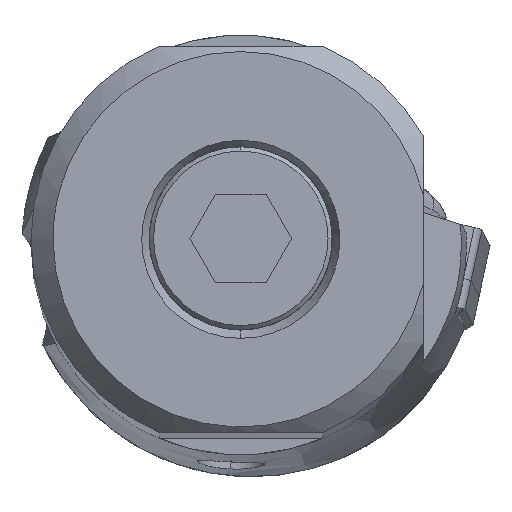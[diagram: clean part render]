
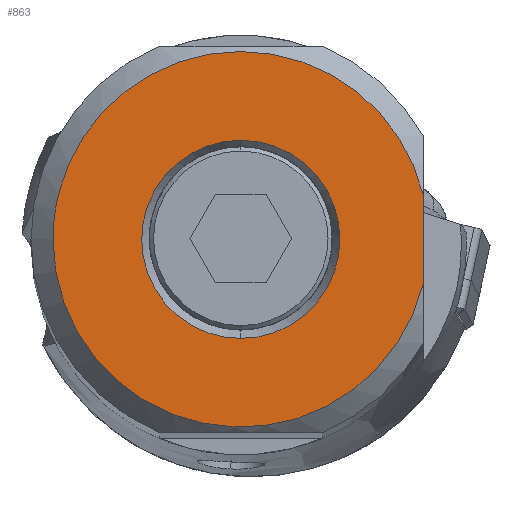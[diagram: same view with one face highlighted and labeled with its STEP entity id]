
A CAD part, top view. The second image highlights one B-rep face of the part: STEP entity #863.
In plain terms, the highlighted planar face has unit normal (0, 0, 1).
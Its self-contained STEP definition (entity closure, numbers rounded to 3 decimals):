
#863=ADVANCED_FACE('',(#1253,#1254),#1164,.T.);
#1164=PLANE('',#5790);
#1253=FACE_BOUND('',#1293,.T.);
#1254=FACE_BOUND('',#1294,.T.);
#1293=EDGE_LOOP('',(#1661,#1662,#1663,#1664));
#1294=EDGE_LOOP('',(#1665,#1666));
#1661=ORIENTED_EDGE('',*,*,#3935,.F.);
#1662=ORIENTED_EDGE('',*,*,#3936,.F.);
#1663=ORIENTED_EDGE('',*,*,#3937,.F.);
#1664=ORIENTED_EDGE('',*,*,#3938,.F.);
#1665=ORIENTED_EDGE('',*,*,#3939,.F.);
#1666=ORIENTED_EDGE('',*,*,#3940,.F.);
#3357=VERTEX_POINT('',#7929);
#3358=VERTEX_POINT('',#7930);
#3359=VERTEX_POINT('',#7932);
#3360=VERTEX_POINT('',#7934);
#3361=VERTEX_POINT('',#7937);
#3362=VERTEX_POINT('',#7938);
#3935=EDGE_CURVE('',#3357,#3358,#4792,.T.);
#3936=EDGE_CURVE('',#3359,#3357,#4793,.T.);
#3937=EDGE_CURVE('',#3360,#3359,#4794,.T.);
#3938=EDGE_CURVE('',#3358,#3360,#5144,.T.);
#3939=EDGE_CURVE('',#3361,#3362,#4795,.T.);
#3940=EDGE_CURVE('',#3362,#3361,#4796,.T.);
#4792=CIRCLE('',#5785,17.05);
#4793=CIRCLE('',#5786,17.05);
#4794=CIRCLE('',#5787,17.05);
#4795=CIRCLE('',#5788,9.);
#4796=CIRCLE('',#5789,9.);
#5144=LINE('',#7935,#5422);
#5422=VECTOR('',#6460,1.);
#5785=AXIS2_PLACEMENT_3D('',#7928,#6454,#6455);
#5786=AXIS2_PLACEMENT_3D('',#7931,#6456,#6457);
#5787=AXIS2_PLACEMENT_3D('',#7933,#6458,#6459);
#5788=AXIS2_PLACEMENT_3D('',#7936,#6461,#6462);
#5789=AXIS2_PLACEMENT_3D('',#7939,#6463,#6464);
#5790=AXIS2_PLACEMENT_3D('',#7940,#6465,#6466);
#6454=DIRECTION('',(0.,0.,-1.));
#6455=DIRECTION('',(-0.971,0.24,0.));
#6456=DIRECTION('',(0.,0.,-1.));
#6457=DIRECTION('',(-1.,0.,0.));
#6458=DIRECTION('',(0.,0.,-1.));
#6459=DIRECTION('',(0.971,-0.24,0.));
#6460=DIRECTION('',(0.,-1.,0.));
#6461=DIRECTION('',(0.,0.,1.));
#6462=DIRECTION('',(0.,1.,0.));
#6463=DIRECTION('',(0.,0.,1.));
#6464=DIRECTION('',(0.,-1.,0.));
#6465=DIRECTION('',(0.,0.,1.));
#6466=DIRECTION('',(-1.,0.,0.));
#7928=CARTESIAN_POINT('',(0.,0.,0.));
#7929=CARTESIAN_POINT('',(-16.55,4.099,0.));
#7930=CARTESIAN_POINT('',(16.55,4.099,0.));
#7931=CARTESIAN_POINT('',(0.,0.,0.));
#7932=CARTESIAN_POINT('',(-17.05,0.,0.));
#7933=CARTESIAN_POINT('',(0.,0.,0.));
#7934=CARTESIAN_POINT('',(16.55,-4.099,0.));
#7935=CARTESIAN_POINT('',(16.55,4.099,0.));
#7936=CARTESIAN_POINT('',(0.,0.,0.));
#7937=CARTESIAN_POINT('',(0.,9.,0.));
#7938=CARTESIAN_POINT('',(0.,-9.,0.));
#7939=CARTESIAN_POINT('',(0.,0.,0.));
#7940=CARTESIAN_POINT('',(-0.25,0.,0.));
